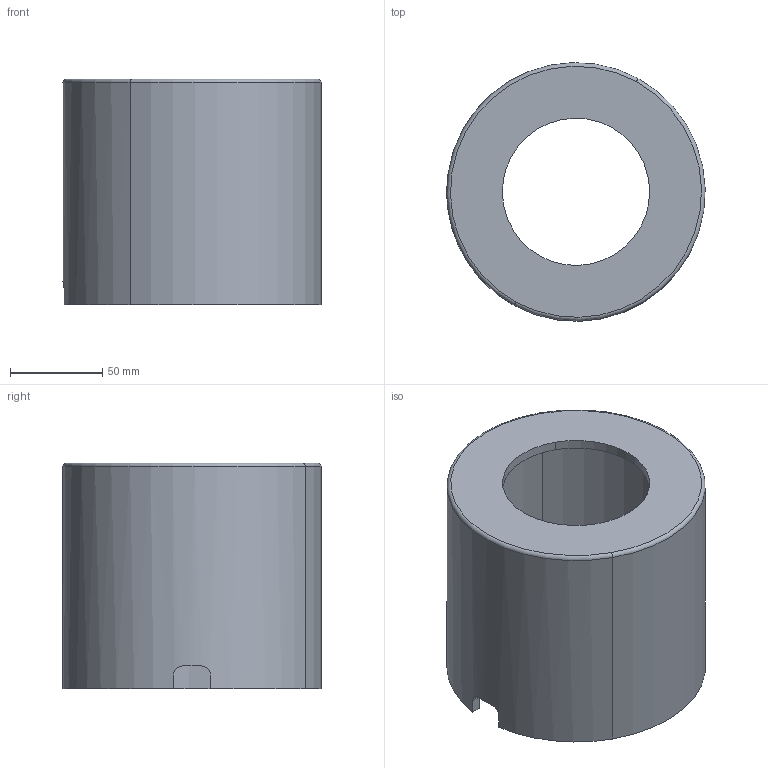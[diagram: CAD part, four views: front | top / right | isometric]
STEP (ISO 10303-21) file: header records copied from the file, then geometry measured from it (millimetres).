
FILE_DESCRIPTION(('CATIA V5 STEP Exchange'),'2;1');
FILE_NAME('cover2.stp','2022-05-04T06:41:09+00:00',('none'),('none'),'CATIA Version 5 Release 21 GA (IN-10)','CATIA V5 STEP AP203','none');
FILE_SCHEMA(('CONFIG_CONTROL_DESIGN'));
Length unit declared in the file: millimetre
Products named in the file (1): cover2
Bounding box: 140.36 x 140.37 x 122.7 mm (x, y, z)
Volume: 301192 mm3; surface area: 123546.6 mm2
Topology: 1 solids, 1 shells, 27 faces, 62 edges, 40 vertices
Faces by surface type: cylinder 14, plane 9, torus 4
Entity records: 752 total; most frequent: CARTESIAN_POINT 140, ORIENTED_EDGE 124, DIRECTION 92, EDGE_CURVE 62, AXIS2_PLACEMENT_3D 54, VERTEX_POINT 40, CIRCLE 36, EDGE_LOOP 32
